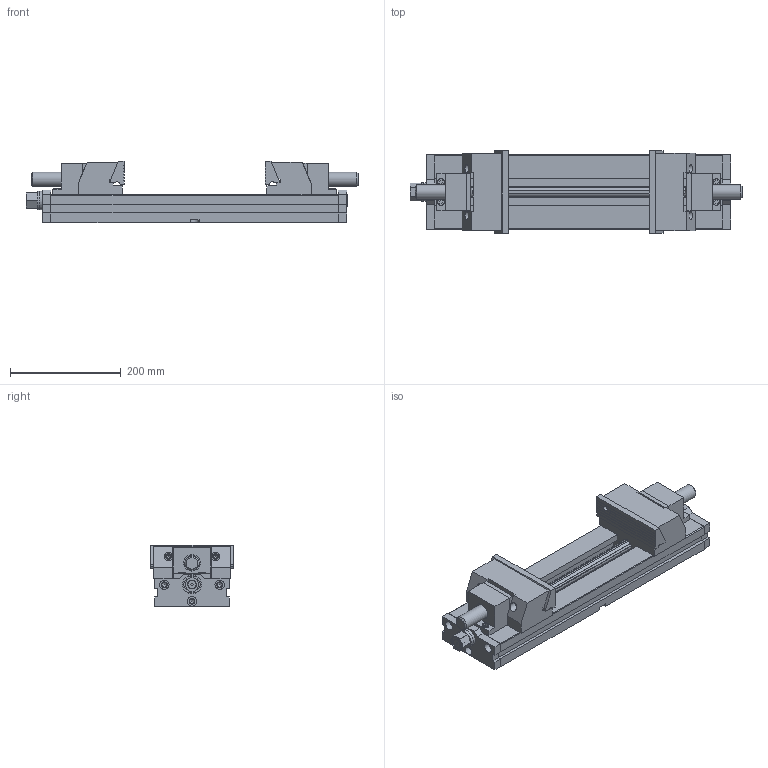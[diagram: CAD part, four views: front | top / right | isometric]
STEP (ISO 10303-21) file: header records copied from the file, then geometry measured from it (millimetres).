
FILE_DESCRIPTION(/* description */ (''),/* implementation_level */ '2;1');
FILE_NAME(/* name */ '26_150_Mordaza.stp',/* time_stamp */ '2013-11-08T09:18:05+01:00',/* author */ (''),/* organization */ (''),/* preprocessor_version */ 'ST-DEVELOPER v11',/* originating_system */ 'SIEMENS PLM Software NX 7.5',/* authorisation */ '');
FILE_SCHEMA (('CONFIG_CONTROL_DESIGN'));
Length unit declared in the file: millimetre
Products named in the file (1): 26_150_Mordaza
Bounding box: 600.4 x 150 x 111.8 mm (x, y, z)
Volume: 4491995.5 mm3; surface area: 760256.9 mm2
Topology: 65 solids, 65 shells, 1662 faces, 4550 edges, 3033 vertices
Faces by surface type: plane 938, cylinder 385, cone 301, sphere 26, torus 12
Full cylindrical faces by diameter (mm): 4.351 x8, 5 x16, 5.188 x2, 6.985 x12, 8 x1, 8.5 x10, 8.782 x8, 9 x8, 10 x20, 10.5 x6, 10.579 x4, 11.701 x4, 12 x4, 13.5 x1, 14 x8, 14.794 x1, 15 x7, 17 x8, 20 x1, 21 x2, 21.25 x2, 24 x12, 25 x2, 26 x4, 27.7 x2, 28 x1, 30 x19, 34 x2, 45 x2, 47 x4
Entity records: 50501 total; most frequent: CARTESIAN_POINT 10423, ORIENTED_EDGE 8116, DIRECTION 7905, EDGE_CURVE 4058, VERTEX_POINT 2905, AXIS2_PLACEMENT_3D 2757, LINE 2391, VECTOR 2391
